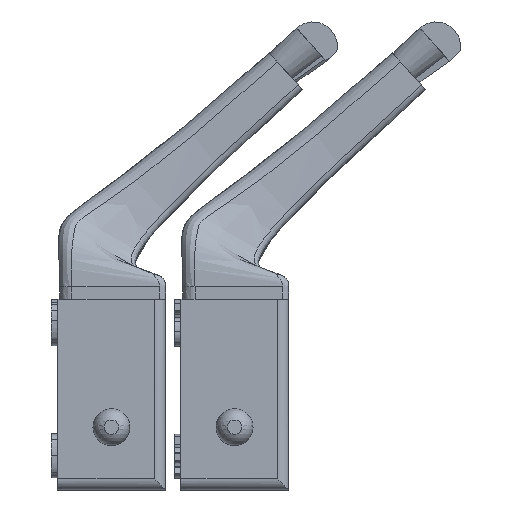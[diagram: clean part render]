
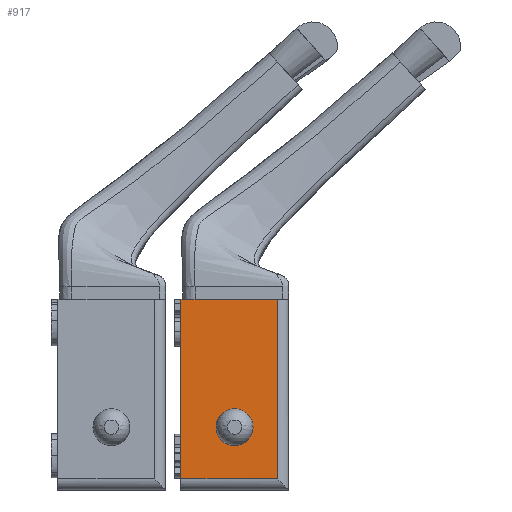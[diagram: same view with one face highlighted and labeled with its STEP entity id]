
A CAD part, front view. The second image highlights one B-rep face of the part: STEP entity #917.
In plain terms, the highlighted planar face has unit normal (0, -1, 0).
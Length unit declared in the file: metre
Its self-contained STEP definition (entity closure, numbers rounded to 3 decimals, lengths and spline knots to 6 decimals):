
#917 = ADVANCED_FACE( '', ( #2620, #2621 ), #2622, .T. );
#2620 = FACE_BOUND( '', #5281, .T. );
#2621 = FACE_OUTER_BOUND( '', #5282, .T. );
#2622 = PLANE( '', #5283 );
#5281 = EDGE_LOOP( '', ( #20118 ) );
#5282 = EDGE_LOOP( '', ( #20119, #20120, #20121, #20122, #20123, #20124, #20125 ) );
#5283 = AXIS2_PLACEMENT_3D( '', #20126, #20127, #20128 );
#20118 = ORIENTED_EDGE( '', *, *, #27708, .T. );
#20119 = ORIENTED_EDGE( '', *, *, #27709, .F. );
#20120 = ORIENTED_EDGE( '', *, *, #27710, .F. );
#20121 = ORIENTED_EDGE( '', *, *, #27711, .F. );
#20122 = ORIENTED_EDGE( '', *, *, #27712, .T. );
#20123 = ORIENTED_EDGE( '', *, *, #27713, .T. );
#20124 = ORIENTED_EDGE( '', *, *, #27714, .T. );
#20125 = ORIENTED_EDGE( '', *, *, #27715, .F. );
#20126 = CARTESIAN_POINT( '', ( 0.134323, -0.004443, -0.061258 ) );
#20127 = DIRECTION( '', ( 0., -1., 0. ) );
#20128 = DIRECTION( '', ( -1., 0., 0. ) );
#27708 = EDGE_CURVE( '', #30924, #30924, #30925, .T. );
#27709 = EDGE_CURVE( '', #30926, #30927, #30928, .T. );
#27710 = EDGE_CURVE( '', #30929, #30926, #30930, .T. );
#27711 = EDGE_CURVE( '', #30931, #30929, #30932, .T. );
#27712 = EDGE_CURVE( '', #30931, #30933, #30934, .T. );
#27713 = EDGE_CURVE( '', #30933, #30935, #30936, .T. );
#27714 = EDGE_CURVE( '', #30935, #30937, #30938, .T. );
#27715 = EDGE_CURVE( '', #30927, #30937, #30939, .T. );
#30924 = VERTEX_POINT( '', #35563 );
#30925 = CIRCLE( '', #35564, 0.003 );
#30926 = VERTEX_POINT( '', #35565 );
#30927 = VERTEX_POINT( '', #35566 );
#30928 = B_SPLINE_CURVE_WITH_KNOTS( '', 1, ( #35567, #35568 ), .UNSPECIFIED., .F., .F., ( 2, 2 ), ( 0., 1. ), .UNSPECIFIED. );
#30929 = VERTEX_POINT( '', #35569 );
#30930 = B_SPLINE_CURVE_WITH_KNOTS( '', 1, ( #35570, #35571 ), .UNSPECIFIED., .F., .F., ( 2, 2 ), ( 0., 1. ), .UNSPECIFIED. );
#30931 = VERTEX_POINT( '', #35572 );
#30932 = B_SPLINE_CURVE_WITH_KNOTS( '', 1, ( #35573, #35574 ), .UNSPECIFIED., .F., .F., ( 2, 2 ), ( 0., 0.312269 ), .UNSPECIFIED. );
#30933 = VERTEX_POINT( '', #35575 );
#30934 = LINE( '', #35576, #35577 );
#30935 = VERTEX_POINT( '', #35578 );
#30936 = LINE( '', #35579, #35580 );
#30937 = VERTEX_POINT( '', #35581 );
#30938 = LINE( '', #35582, #35583 );
#30939 = B_SPLINE_CURVE_WITH_KNOTS( '', 1, ( #35584, #35585 ), .UNSPECIFIED., .F., .F., ( 2, 2 ), ( 0.115942, 0.894273 ), .UNSPECIFIED. );
#35563 = CARTESIAN_POINT( '', ( 0.136487, -0.004443, -0.048058 ) );
#35564 = AXIS2_PLACEMENT_3D( '', #50390, #50391, #50392 );
#35565 = CARTESIAN_POINT( '', ( 0.12875, -0.004441, -0.030258 ) );
#35566 = CARTESIAN_POINT( '', ( 0.130062, -0.004441, -0.030258 ) );
#35567 = CARTESIAN_POINT( '', ( 0.12875, -0.004443, -0.030258 ) );
#35568 = CARTESIAN_POINT( '', ( 0.130062, -0.004443, -0.030258 ) );
#35569 = CARTESIAN_POINT( '', ( 0.128062, -0.004441, -0.030258 ) );
#35570 = CARTESIAN_POINT( '', ( 0.128062, -0.004443, -0.030258 ) );
#35571 = CARTESIAN_POINT( '', ( 0.12875, -0.004443, -0.030258 ) );
#35572 = CARTESIAN_POINT( '', ( 0.12775, -0.004443, -0.030258 ) );
#35573 = CARTESIAN_POINT( '', ( 0.12775, -0.004443, -0.030258 ) );
#35574 = CARTESIAN_POINT( '', ( 0.128062, -0.004443, -0.030258 ) );
#35575 = CARTESIAN_POINT( '', ( 0.12775, -0.004443, -0.059458 ) );
#35576 = CARTESIAN_POINT( '', ( 0.12775, -0.004443, -0.061258 ) );
#35577 = VECTOR( '', #50393, 1. );
#35578 = CARTESIAN_POINT( '', ( 0.143488, -0.004443, -0.059458 ) );
#35579 = CARTESIAN_POINT( '', ( 0.134323, -0.004443, -0.059458 ) );
#35580 = VECTOR( '', #50394, 1. );
#35581 = CARTESIAN_POINT( '', ( 0.143488, -0.004441, -0.030258 ) );
#35582 = CARTESIAN_POINT( '', ( 0.143488, -0.004443, -0.061258 ) );
#35583 = VECTOR( '', #50395, 1. );
#35584 = CARTESIAN_POINT( '', ( 0.130062, -0.004439, -0.030258 ) );
#35585 = CARTESIAN_POINT( '', ( 0.143488, -0.004439, -0.030258 ) );
#50390 = CARTESIAN_POINT( '', ( 0.136487, -0.004443, -0.051058 ) );
#50391 = DIRECTION( '', ( 0., 1., 0. ) );
#50392 = DIRECTION( '', ( 0., 0., 1. ) );
#50393 = DIRECTION( '', ( 0., 0., -1. ) );
#50394 = DIRECTION( '', ( 1., 0., 0. ) );
#50395 = DIRECTION( '', ( 0., 0., 1. ) );
